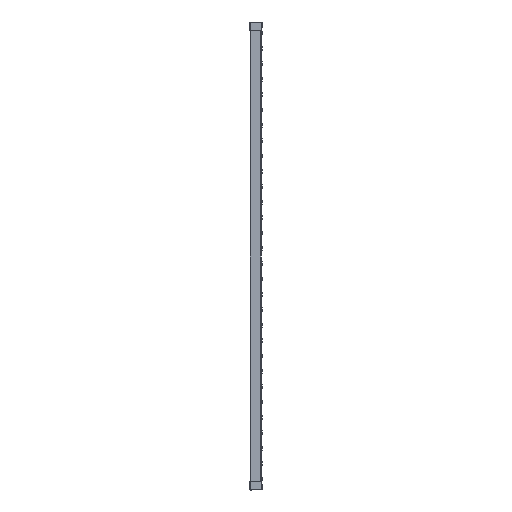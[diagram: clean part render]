
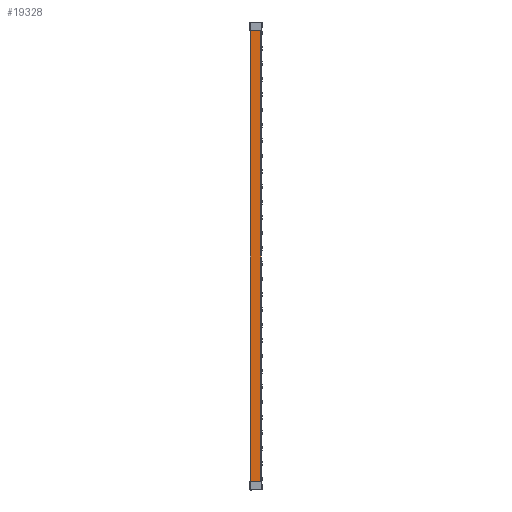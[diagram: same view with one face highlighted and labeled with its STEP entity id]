
A CAD part, front view. The second image highlights one B-rep face of the part: STEP entity #19328.
In plain terms, the highlighted planar face has unit normal (0, -1, 0).
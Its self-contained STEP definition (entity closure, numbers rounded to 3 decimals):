
#3829 = ORIENTED_EDGE ( 'NONE', *, *, #6983, .F. ) ;
#3843 = ORIENTED_EDGE ( 'NONE', *, *, #6963, .F. ) ;
#3858 = ORIENTED_EDGE ( 'NONE', *, *, #6958, .F. ) ;
#3863 = ORIENTED_EDGE ( 'NONE', *, *, #6994, .F. ) ;
#6958 = EDGE_CURVE ( 'NONE', #40350, #40295, #26776, .T. ) ;
#6963 = EDGE_CURVE ( 'NONE', #40295, #40305, #26825, .T. ) ;
#6983 = EDGE_CURVE ( 'NONE', #40348, #40350, #26883, .T. ) ;
#6994 = EDGE_CURVE ( 'NONE', #40305, #40348, #26931, .T. ) ;
#19328 = ADVANCED_FACE ( 'NONE', ( #25431 ), #25446, .F. ) ;
#22586 = AXIS2_PLACEMENT_3D ( 'NONE', #25447, #25448, #25449 ) ;
#25431 = FACE_OUTER_BOUND ( 'NONE', #28652, .T. ) ;
#25446 = PLANE ( 'NONE',  #22586 ) ;
#25447 = CARTESIAN_POINT ( 'NONE',  ( 0., 0., 219. ) ) ;
#25448 = DIRECTION ( 'NONE',  ( 0., 1., 0. ) ) ;
#25449 = DIRECTION ( 'NONE',  ( -1., 0., 0. ) ) ;
#26776 = LINE ( 'NONE', #26796, #42004 ) ;
#26778 = DIRECTION ( 'NONE',  ( 0., 0., 1. ) ) ;
#26796 = CARTESIAN_POINT ( 'NONE',  ( 0., 0., 219. ) ) ;
#26825 = LINE ( 'NONE', #26851, #41981 ) ;
#26831 = DIRECTION ( 'NONE',  ( 1., 0., 0. ) ) ;
#26851 = CARTESIAN_POINT ( 'NONE',  ( 0., 0., 209.9 ) ) ;
#26867 = CARTESIAN_POINT ( 'NONE',  ( 0., 0., -305.9 ) ) ;
#26883 = LINE ( 'NONE', #26867, #41959 ) ;
#26886 = DIRECTION ( 'NONE',  ( -1., 0., 0. ) ) ;
#26931 = LINE ( 'NONE', #26934, #42008 ) ;
#26934 = CARTESIAN_POINT ( 'NONE',  ( 11.802, 0., 219. ) ) ;
#26947 = DIRECTION ( 'NONE',  ( 0., 0., -1. ) ) ;
#27463 = CARTESIAN_POINT ( 'NONE',  ( 0., 0., 209.9 ) ) ;
#27477 = CARTESIAN_POINT ( 'NONE',  ( 11.802, 0., 209.9 ) ) ;
#27528 = CARTESIAN_POINT ( 'NONE',  ( 11.802, 0., -305.9 ) ) ;
#27535 = CARTESIAN_POINT ( 'NONE',  ( 0., 0., -305.9 ) ) ;
#28652 = EDGE_LOOP ( 'NONE', ( #3843, #3858, #3829, #3863 ) ) ;
#40295 = VERTEX_POINT ( 'NONE', #27463 ) ;
#40305 = VERTEX_POINT ( 'NONE', #27477 ) ;
#40348 = VERTEX_POINT ( 'NONE', #27528 ) ;
#40350 = VERTEX_POINT ( 'NONE', #27535 ) ;
#41959 = VECTOR ( 'NONE', #26886, 1000. ) ;
#41981 = VECTOR ( 'NONE', #26831, 1000. ) ;
#42004 = VECTOR ( 'NONE', #26778, 1000. ) ;
#42008 = VECTOR ( 'NONE', #26947, 1000. ) ;
